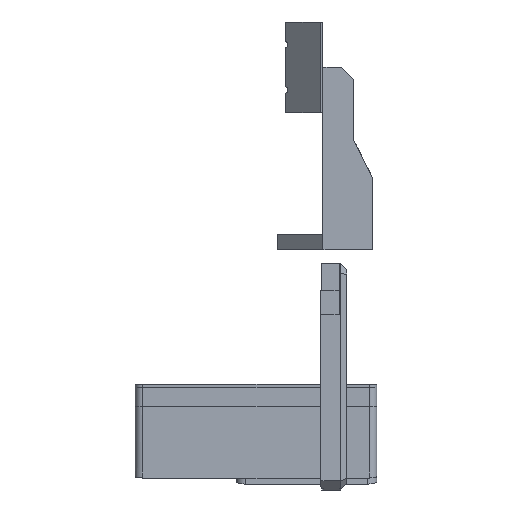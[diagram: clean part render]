
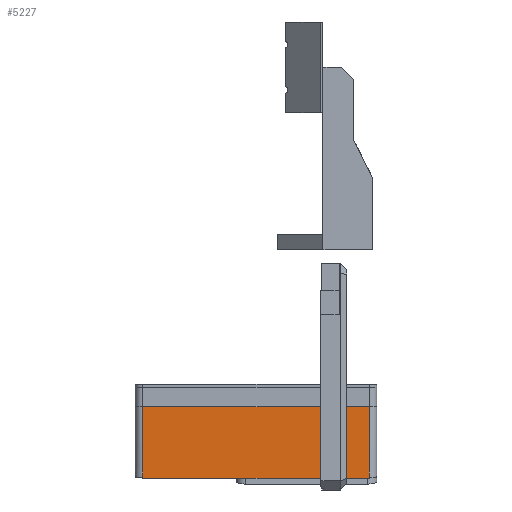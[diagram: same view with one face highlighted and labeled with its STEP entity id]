
A CAD part, left-side view. The second image highlights one B-rep face of the part: STEP entity #5227.
In plain terms, the highlighted planar face has unit normal (-1, 0, 0).
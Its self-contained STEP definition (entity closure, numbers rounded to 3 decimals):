
#275=PLANE('',#5636);
#510=FACE_OUTER_BOUND('',#833,.T.);
#833=EDGE_LOOP('',(#4210,#4211,#4212,#4213));
#1232=LINE('',#8137,#1796);
#1264=LINE('',#8223,#1828);
#1279=LINE('',#8253,#1843);
#1281=LINE('',#8256,#1845);
#1796=VECTOR('',#6475,10.);
#1828=VECTOR('',#6549,10.);
#1843=VECTOR('',#6580,10.);
#1845=VECTOR('',#6584,10.);
#2505=VERTEX_POINT('',#8129);
#2507=VERTEX_POINT('',#8135);
#2539=VERTEX_POINT('',#8220);
#2540=VERTEX_POINT('',#8222);
#3083=EDGE_CURVE('',#2507,#2505,#1232,.T.);
#3126=EDGE_CURVE('',#2539,#2540,#1264,.T.);
#3143=EDGE_CURVE('',#2539,#2505,#1279,.T.);
#3145=EDGE_CURVE('',#2540,#2507,#1281,.T.);
#4210=ORIENTED_EDGE('',*,*,#3145,.F.);
#4211=ORIENTED_EDGE('',*,*,#3126,.F.);
#4212=ORIENTED_EDGE('',*,*,#3143,.T.);
#4213=ORIENTED_EDGE('',*,*,#3083,.F.);
#5227=ADVANCED_FACE('',(#510),#275,.T.);
#5636=AXIS2_PLACEMENT_3D('',#8255,#6582,#6583);
#6475=DIRECTION('',(0.,-1.,0.));
#6549=DIRECTION('',(0.,1.,0.));
#6580=DIRECTION('',(0.,0.,1.));
#6582=DIRECTION('center_axis',(-1.,0.,0.));
#6583=DIRECTION('ref_axis',(0.,1.,0.));
#6584=DIRECTION('',(0.,0.,1.));
#8129=CARTESIAN_POINT('',(50.,-15.,-15.));
#8135=CARTESIAN_POINT('',(50.,135.,-15.));
#8137=CARTESIAN_POINT('',(50.,22.5,-15.));
#8220=CARTESIAN_POINT('',(50.,-15.,-62.053));
#8222=CARTESIAN_POINT('',(50.,135.,-62.053));
#8223=CARTESIAN_POINT('',(50.,22.5,-62.053));
#8253=CARTESIAN_POINT('',(50.,-15.,-17.));
#8255=CARTESIAN_POINT('Origin',(50.,-15.,0.));
#8256=CARTESIAN_POINT('',(50.,135.,-17.));
